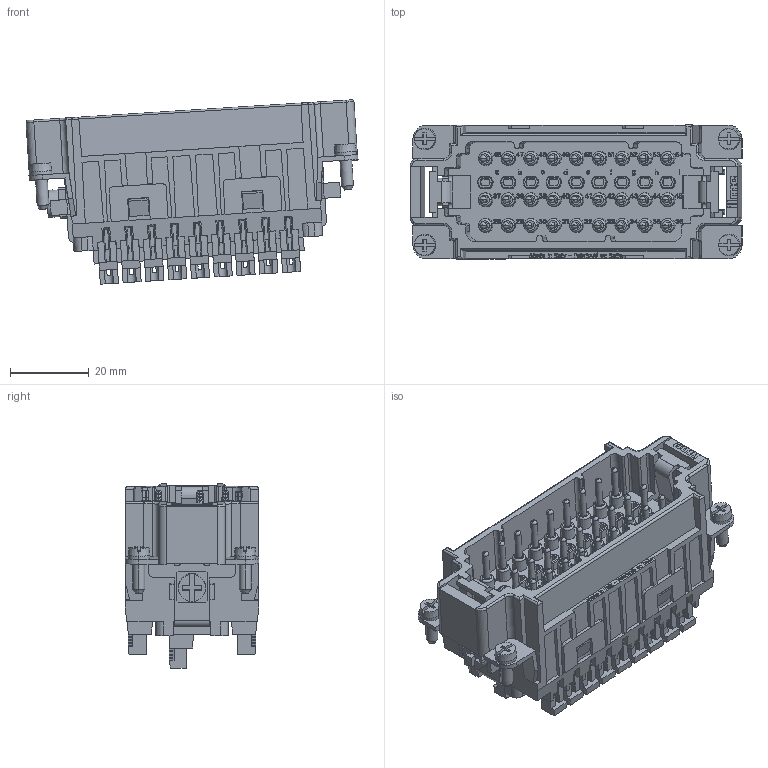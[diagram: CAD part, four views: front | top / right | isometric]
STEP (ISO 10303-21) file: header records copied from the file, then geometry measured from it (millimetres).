
FILE_DESCRIPTION(('Creo Elements/Direct Modeling STEP Export'),'2;1');
FILE_NAME('0lndrr043io43ml3172','2016-07-05T16:16:29',(''),(''),'PTC Creo Elements/Direct Modeling STEP processor for AP214 (Solid Model)','PTC Creo Elements/Direct Modeling 19.0B 21-Mar-2015 (C) Parametric Technology GmbH','');
FILE_SCHEMA(('AUTOMOTIVE_DESIGN { 1 0 10303 214 1 1 1 1 }'));
Products named in the file (2): CDSHM_27_N
Assembly tree (1 placements, depth 2):
  CDSHM_27_N
    CDSHM_27_N
Bounding box: 84.36 x 34 x 46.84 mm (x, y, z)
Volume: 53398.9 mm3; surface area: 33908.6 mm2
Topology: 1 solids, 1 shells, 2230 faces, 11574 edges, 9652 vertices
Faces by surface type: plane 1628, cylinder 342, torus 136, cone 124
Entity records: 136432 total; most frequent: CARTESIAN_POINT 24898, ORIENTED_EDGE 23148, DIRECTION 15754, EDGE_CURVE 11574, VECTOR 10120, LINE 10120, VERTEX_POINT 9652, AXIS2_PLACEMENT_3D 2817
